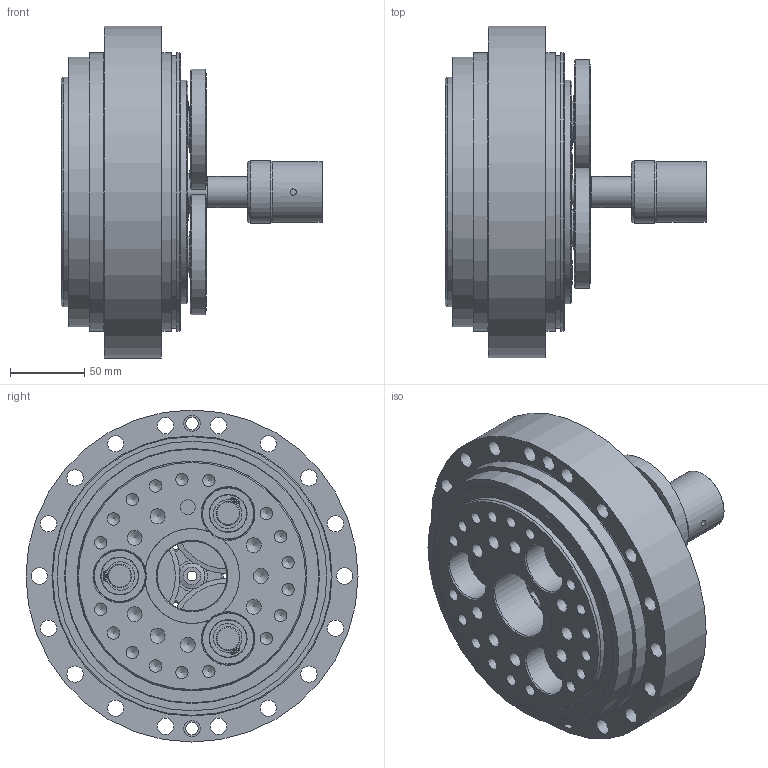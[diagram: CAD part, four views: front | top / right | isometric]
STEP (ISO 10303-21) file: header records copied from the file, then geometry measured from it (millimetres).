
FILE_DESCRIPTION(/* description */ (''),/* implementation_level */ '2;1');
FILE_NAME(/* author */ ('ik43153556'),/* organization */ (''),/* preprocessor_version */ 'ST-DEVELOPER v18.1',/* originating_system */ 'Autodesk Inventor 2021',/* authorisation */ '');
FILE_SCHEMA (('CONFIG_CONTROL_DESIGN'));
Length unit declared in the file: millimetre
Products named in the file (1): F4CF-UA45
Bounding box: 176.5 x 224 x 224 mm (x, y, z)
Volume: 1805078.1 mm3; surface area: 413311.6 mm2
Topology: 7 solids, 8 shells, 656 faces, 1656 edges, 1074 vertices
Faces by surface type: cylinder 259, plane 194, cone 111, torus 56, sphere 36
Full cylindrical faces by diameter (mm): 1.7 x6, 2 x12, 4.134 x1, 6.6 x1, 8 x1, 8.376 x20, 9.7 x3, 10 x6, 10.106 x9, 11 x20, 12 x6, 13.5 x6, 15.2 x3, 16 x6, 17.5 x1, 18 x6, 20 x6, 21 x1, 23.9 x3, 24.8 x6, 25 x12, 30 x3, 34.996 x6, 35 x6, 36 x1, 41 x1, 42 x1, 45 x6, 47 x2, 140.5 x2
Entity records: 22100 total; most frequent: CARTESIAN_POINT 5323, DIRECTION 3608, ORIENTED_EDGE 3102, EDGE_CURVE 1551, AXIS2_PLACEMENT_3D 1542, VERTEX_POINT 1074, EDGE_LOOP 901, CIRCLE 885
